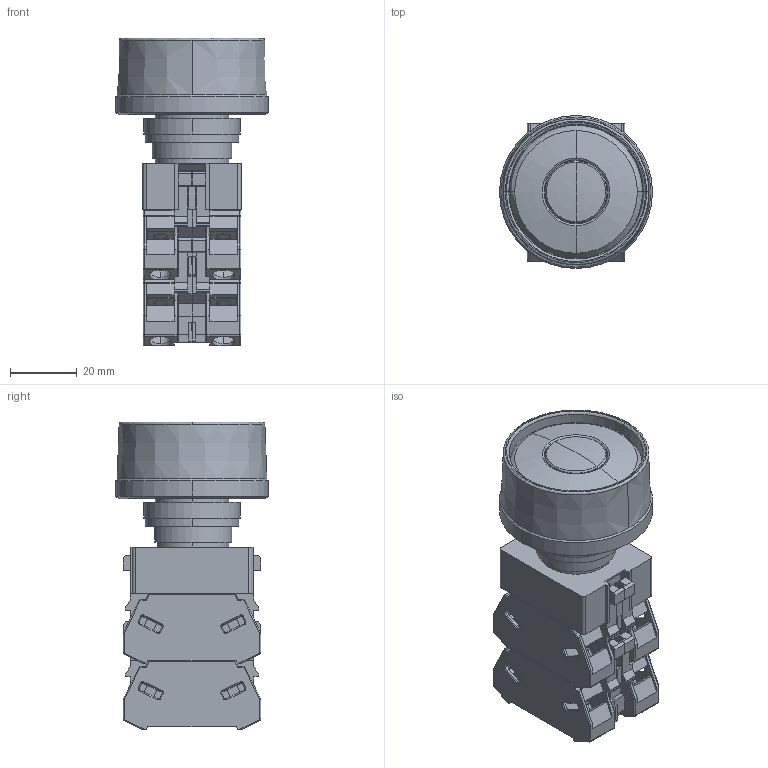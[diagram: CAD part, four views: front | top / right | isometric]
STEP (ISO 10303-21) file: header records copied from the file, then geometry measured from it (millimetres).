
FILE_DESCRIPTION (( 'STEP AP214' ), '1' );
FILE_NAME ('06_ABGW4xx$.STEP', '2021-01-15T07:51:33', ( 'IDEC' ), ( 'IDEC' ), 'SwSTEP 2.0', 'SolidWorks 2019', '' );
FILE_SCHEMA (( 'AUTOMOTIVE_DESIGN' ));
Length unit declared in the file: millimetre
Products named in the file (6): TW-SHIZUMI-RING; 06_ABGW4xx$; TW-BODY2; TW-ADJUSTMENT-RING; TW-LARGE-SIZE-BUTTON; HW-Uxx(R)
Assembly tree (8 placements, depth 2):
  06_ABGW4xx$
    TW-BODY2
    TW-LARGE-SIZE-BUTTON
    TW-SHIZUMI-RING
    TW-ADJUSTMENT-RING
    HW-Uxx(R)  x4
Bounding box: 46 x 46 x 92.4 mm (x, y, z)
Volume: 79211.3 mm3; surface area: 38052.6 mm2
Topology: 8 solids, 8 shells, 1196 faces, 3278 edges, 2097 vertices
Faces by surface type: plane 714, cylinder 300, bspline 156, cone 26
Entity records: 13223 total; most frequent: CARTESIAN_POINT 3287, ORIENTED_EDGE 2108, DIRECTION 1932, EDGE_CURVE 1054, VECTOR 750, LINE 750, VERTEX_POINT 681, AXIS2_PLACEMENT_3D 591
